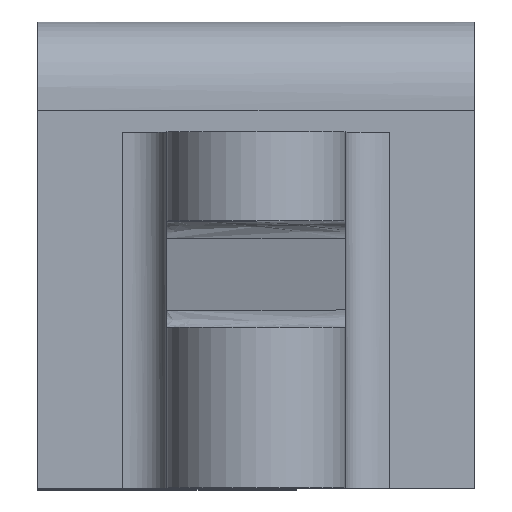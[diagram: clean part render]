
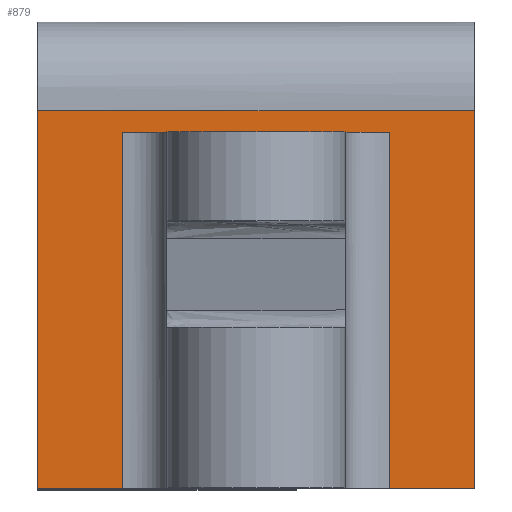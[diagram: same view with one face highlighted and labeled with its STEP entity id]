
A CAD part, top view. The second image highlights one B-rep face of the part: STEP entity #879.
In plain terms, the highlighted free-form (B-spline) face has degree [1, 1] with [2, 2] control points.
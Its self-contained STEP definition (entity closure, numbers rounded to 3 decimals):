
#20=B_SPLINE_CURVE_WITH_KNOTS('',3,(#1484,#1485,#1486,#1487),
 .UNSPECIFIED.,.F.,.F.,(4,4),(0.,1.),.UNSPECIFIED.);
#21=B_SPLINE_CURVE_WITH_KNOTS('',3,(#1488,#1489,#1490,#1491),
 .UNSPECIFIED.,.F.,.F.,(4,4),(0.,1.),.UNSPECIFIED.);
#22=B_SPLINE_CURVE_WITH_KNOTS('',3,(#1494,#1495,#1496,#1497),
 .UNSPECIFIED.,.F.,.F.,(4,4),(0.,1.),.UNSPECIFIED.);
#46=LINE('',#1381,#88);
#61=LINE('',#1438,#103);
#63=LINE('',#1461,#105);
#68=LINE('',#1481,#110);
#69=LINE('',#1493,#111);
#88=VECTOR('',#1034,1000.);
#103=VECTOR('',#1057,1000.);
#105=VECTOR('',#1063,1000.);
#110=VECTOR('',#1070,1000.);
#111=VECTOR('',#1071,1000.);
#130=B_SPLINE_SURFACE_WITH_KNOTS('',1,1,((#1477,#1478),(#1479,#1480)),
 .PLANE_SURF.,.F.,.F.,.F.,(2,2),(2,2),(0.,1.),(0.,1.),.UNSPECIFIED.);
#282=ORIENTED_EDGE('',*,*,#528,.T.);
#283=ORIENTED_EDGE('',*,*,#529,.T.);
#284=ORIENTED_EDGE('',*,*,#516,.F.);
#285=ORIENTED_EDGE('',*,*,#495,.T.);
#286=ORIENTED_EDGE('',*,*,#530,.T.);
#287=ORIENTED_EDGE('',*,*,#531,.F.);
#288=ORIENTED_EDGE('',*,*,#522,.F.);
#289=ORIENTED_EDGE('',*,*,#532,.T.);
#495=EDGE_CURVE('',#622,#621,#46,.T.);
#516=EDGE_CURVE('',#622,#636,#61,.T.);
#522=EDGE_CURVE('',#640,#634,#63,.T.);
#528=EDGE_CURVE('',#643,#644,#68,.T.);
#529=EDGE_CURVE('',#644,#636,#20,.T.);
#530=EDGE_CURVE('',#621,#645,#21,.T.);
#531=EDGE_CURVE('',#634,#645,#69,.T.);
#532=EDGE_CURVE('',#640,#643,#22,.T.);
#621=VERTEX_POINT('',#1380);
#622=VERTEX_POINT('',#1382);
#634=VERTEX_POINT('',#1435);
#636=VERTEX_POINT('',#1439);
#640=VERTEX_POINT('',#1460);
#643=VERTEX_POINT('',#1482);
#644=VERTEX_POINT('',#1483);
#645=VERTEX_POINT('',#1492);
#736=EDGE_LOOP('',(#282,#283,#284,#285,#286,#287,#288,#289));
#799=FACE_BOUND('',#736,.T.);
#879=ADVANCED_FACE('',(#799),#130,.F.);
#1034=DIRECTION('',(0.,1.,0.));
#1057=DIRECTION('',(-1.,0.,0.));
#1063=DIRECTION('',(-1.,0.,0.));
#1070=DIRECTION('',(1.,0.,0.));
#1071=DIRECTION('',(0.,1.,0.));
#1380=CARTESIAN_POINT('',(-17.,24.95,59.01));
#1381=CARTESIAN_POINT('',(-17.,13.85,59.01));
#1382=CARTESIAN_POINT('',(-17.,3.75,59.01));
#1435=CARTESIAN_POINT('',(-41.5,3.75,59.01));
#1438=CARTESIAN_POINT('',(-16.998,3.75,59.01));
#1439=CARTESIAN_POINT('',(-21.75,3.75,59.01));
#1460=CARTESIAN_POINT('',(-36.75,3.75,59.01));
#1461=CARTESIAN_POINT('',(-16.998,3.75,59.01));
#1477=CARTESIAN_POINT('',(-42.725,26.01,59.01));
#1478=CARTESIAN_POINT('',(-42.725,2.69,59.01));
#1479=CARTESIAN_POINT('',(-15.775,26.01,59.01));
#1480=CARTESIAN_POINT('',(-15.775,2.69,59.01));
#1481=CARTESIAN_POINT('',(-16.998,23.75,59.01));
#1482=CARTESIAN_POINT('',(-36.75,23.75,59.01));
#1483=CARTESIAN_POINT('',(-21.75,23.75,59.01));
#1484=CARTESIAN_POINT('',(-21.75,23.75,59.01));
#1485=CARTESIAN_POINT('',(-21.75,17.083,59.01));
#1486=CARTESIAN_POINT('',(-21.75,10.417,59.01));
#1487=CARTESIAN_POINT('',(-21.75,3.75,59.01));
#1488=CARTESIAN_POINT('',(-17.,24.95,59.01));
#1489=CARTESIAN_POINT('',(-25.167,24.95,59.01));
#1490=CARTESIAN_POINT('',(-33.333,24.95,59.01));
#1491=CARTESIAN_POINT('',(-41.5,24.95,59.01));
#1492=CARTESIAN_POINT('',(-41.5,24.95,59.01));
#1493=CARTESIAN_POINT('',(-41.5,13.85,59.01));
#1494=CARTESIAN_POINT('',(-36.75,3.75,59.01));
#1495=CARTESIAN_POINT('',(-36.75,10.417,59.01));
#1496=CARTESIAN_POINT('',(-36.75,17.083,59.01));
#1497=CARTESIAN_POINT('',(-36.75,23.75,59.01));
